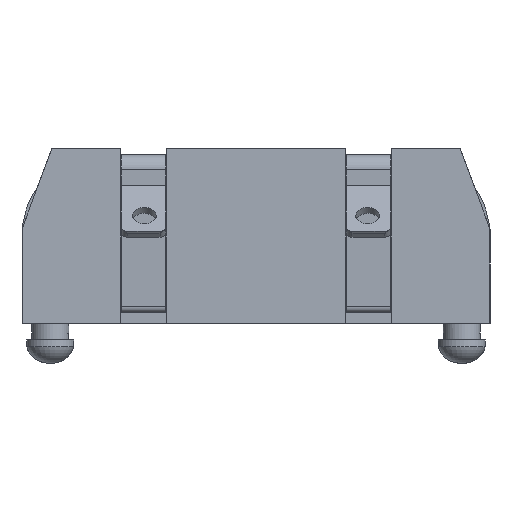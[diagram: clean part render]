
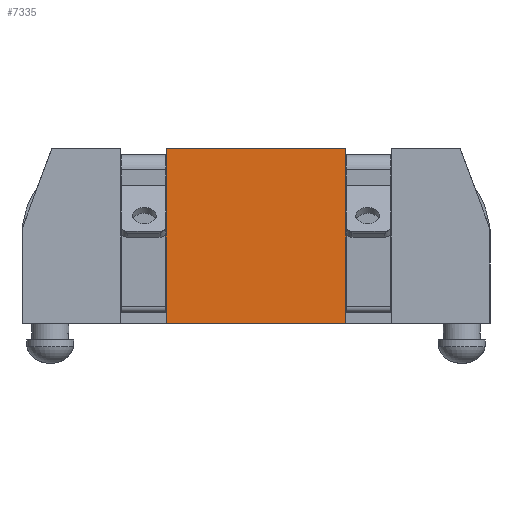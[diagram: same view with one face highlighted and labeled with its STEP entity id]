
A CAD part, left-side view. The second image highlights one B-rep face of the part: STEP entity #7335.
In plain terms, the highlighted planar face has unit normal (-1, 0, 0.015).
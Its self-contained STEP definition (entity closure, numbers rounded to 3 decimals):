
#223=PLANE('',#7790);
#301=LINE('',#9520,#875);
#690=LINE('',#10562,#1264);
#769=LINE('',#10900,#1343);
#770=LINE('',#10902,#1344);
#875=VECTOR('',#7977,1000.);
#1264=VECTOR('',#8952,1000.);
#1343=VECTOR('',#9171,1000.);
#1344=VECTOR('',#9174,1000.);
#2923=ORIENTED_EDGE('',*,*,#3878,.F.);
#2924=ORIENTED_EDGE('',*,*,#3248,.T.);
#2925=ORIENTED_EDGE('',*,*,#3879,.T.);
#2926=ORIENTED_EDGE('',*,*,#3763,.F.);
#3248=EDGE_CURVE('',#4006,#4005,#301,.T.);
#3763=EDGE_CURVE('',#4365,#4366,#690,.T.);
#3878=EDGE_CURVE('',#4006,#4365,#769,.T.);
#3879=EDGE_CURVE('',#4005,#4366,#770,.T.);
#4005=VERTEX_POINT('',#9519);
#4006=VERTEX_POINT('',#9521);
#4365=VERTEX_POINT('',#10561);
#4366=VERTEX_POINT('',#10563);
#4732=EDGE_LOOP('',(#2923,#2924,#2925,#2926));
#5044=FACE_BOUND('',#4732,.T.);
#7335=ADVANCED_FACE('',(#5044),#223,.T.);
#7790=AXIS2_PLACEMENT_3D('',#10901,#9172,#9173);
#7977=DIRECTION('',(0.,-1.,0.));
#8952=DIRECTION('',(0.,-1.,0.));
#9171=DIRECTION('',(0.015,0.,1.));
#9172=DIRECTION('',(-1.,0.,0.015));
#9173=DIRECTION('',(0.015,0.,1.));
#9174=DIRECTION('',(0.015,0.,1.));
#9519=CARTESIAN_POINT('',(-38.505,-7.624,0.));
#9520=CARTESIAN_POINT('',(-38.505,19.9,0.));
#9521=CARTESIAN_POINT('',(-38.505,7.624,0.));
#10561=CARTESIAN_POINT('',(-38.28,7.624,14.85));
#10562=CARTESIAN_POINT('',(-38.28,-17.36,14.85));
#10563=CARTESIAN_POINT('',(-38.28,-7.624,14.85));
#10900=CARTESIAN_POINT('',(-38.384,7.624,8.014));
#10901=CARTESIAN_POINT('',(-38.384,-94.251,8.014));
#10902=CARTESIAN_POINT('',(-38.384,-7.624,8.014));
